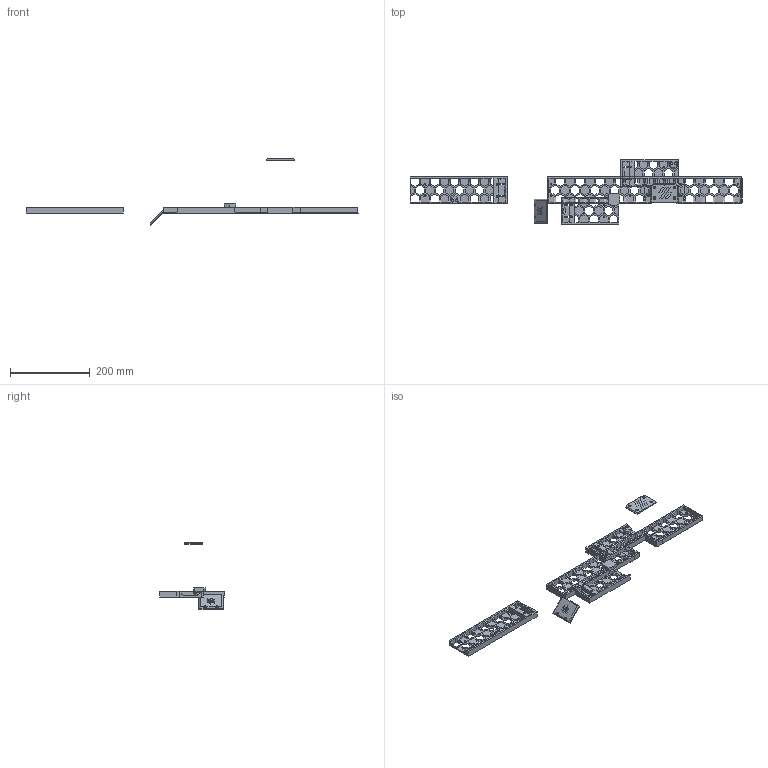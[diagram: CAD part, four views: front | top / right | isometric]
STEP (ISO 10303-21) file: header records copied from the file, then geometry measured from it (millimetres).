
FILE_DESCRIPTION(/* description */ (''),/* implementation_level */ '2;1');
FILE_NAME(/* name */ 'Skirt_Back_Left.step',/* time_stamp */ '2021-11-09T21:52:06+01:00',/* author */ (''),/* organization */ (''),/* preprocessor_version */ 'ST-DEVELOPER v18.1',/* originating_system */ 'Autodesk Translation Framework v10.10.0.1391',/* authorisation */ '');
FILE_SCHEMA (('AUTOMOTIVE_DESIGN { 1 0 10303 214 3 1 1 }'));
Length unit declared in the file: millimetre
Products named in the file (1): SwitchWireSkirts
Bounding box: 835 x 163 x 166.94 mm (x, y, z)
Volume: 402125.9 mm3; surface area: 210574.8 mm2
Topology: 9 solids, 9 shells, 1215 faces, 3449 edges, 2243 vertices
Faces by surface type: plane 1115, cylinder 100
Full cylindrical faces by diameter (mm): 3.6 x24, 4.7 x6, 6 x14
Entity records: 38942 total; most frequent: CARTESIAN_POINT 6902, ORIENTED_EDGE 6890, DIRECTION 6099, EDGE_CURVE 3445, LINE 3223, VECTOR 3223, VERTEX_POINT 2241, AXIS2_PLACEMENT_3D 1438
